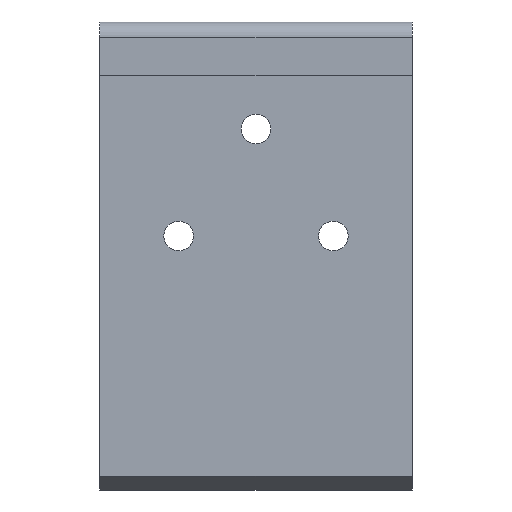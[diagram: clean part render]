
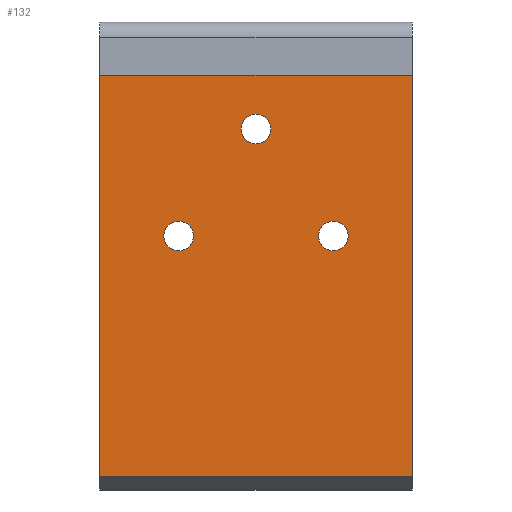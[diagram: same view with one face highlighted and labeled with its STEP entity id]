
A CAD part, top view. The second image highlights one B-rep face of the part: STEP entity #132.
In plain terms, the highlighted planar face has unit normal (0, 0, 1).
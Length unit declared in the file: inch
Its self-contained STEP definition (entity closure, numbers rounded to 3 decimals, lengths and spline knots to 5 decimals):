
#21 = CARTESIAN_POINT ( 'NONE',  ( -0.787, 0., 0. ) ) ;
#28 = EDGE_CURVE ( 'NONE', #102, #903, #869, .T. ) ;
#74 = EDGE_CURVE ( 'NONE', #192, #192, #311, .T. ) ;
#78 = VERTEX_POINT ( 'NONE', #1182 ) ;
#96 = CARTESIAN_POINT ( 'NONE',  ( 0.787, 2.02064, 0. ) ) ;
#102 = VERTEX_POINT ( 'NONE', #339 ) ;
#132 = ADVANCED_FACE ( 'NONE', ( #333, #440, #1074, #612 ), #616, .F. ) ;
#141 = DIRECTION ( 'NONE',  ( 0., 0., -1. ) ) ;
#176 = LINE ( 'NONE', #285, #1051 ) ;
#185 = LINE ( 'NONE', #1104, #684 ) ;
#192 = VERTEX_POINT ( 'NONE', #664 ) ;
#229 = CIRCLE ( 'NONE', #1066, 0.07475 ) ;
#251 = CARTESIAN_POINT ( 'NONE',  ( 0., 1.75064, 0. ) ) ;
#257 = CARTESIAN_POINT ( 'NONE',  ( 0.787, 2.02064, 0. ) ) ;
#285 = CARTESIAN_POINT ( 'NONE',  ( 0.787, 0., 0. ) ) ;
#309 = EDGE_CURVE ( 'NONE', #879, #879, #229, .T. ) ;
#311 = CIRCLE ( 'NONE', #852, 0.07475 ) ;
#320 = DIRECTION ( 'NONE',  ( 0., -1., 0. ) ) ;
#322 = DIRECTION ( 'NONE',  ( 0., 0., -1. ) ) ;
#333 = FACE_BOUND ( 'NONE', #1180, .T. ) ;
#339 = CARTESIAN_POINT ( 'NONE',  ( -0.787, 2.02064, 0. ) ) ;
#362 = CARTESIAN_POINT ( 'NONE',  ( -0.787, 0., 0. ) ) ;
#367 = ORIENTED_EDGE ( 'NONE', *, *, #919, .F. ) ;
#374 = CIRCLE ( 'NONE', #682, 0.07475 ) ;
#409 = DIRECTION ( 'NONE',  ( 0., 0., -1. ) ) ;
#425 = CARTESIAN_POINT ( 'NONE',  ( -0.07475, 1.75064, 0. ) ) ;
#440 = FACE_BOUND ( 'NONE', #1105, .T. ) ;
#465 = AXIS2_PLACEMENT_3D ( 'NONE', #983, #141, #518 ) ;
#495 = CARTESIAN_POINT ( 'NONE',  ( 0.39, 1.21064, 0. ) ) ;
#506 = DIRECTION ( 'NONE',  ( -1., 0., 0. ) ) ;
#518 = DIRECTION ( 'NONE',  ( 0., 1., 0. ) ) ;
#519 = ORIENTED_EDGE ( 'NONE', *, *, #1046, .T. ) ;
#601 = EDGE_CURVE ( 'NONE', #1089, #78, #176, .T. ) ;
#612 = FACE_OUTER_BOUND ( 'NONE', #674, .T. ) ;
#616 = PLANE ( 'NONE',  #465 ) ;
#623 = ORIENTED_EDGE ( 'NONE', *, *, #74, .T. ) ;
#624 = LINE ( 'NONE', #257, #719 ) ;
#627 = DIRECTION ( 'NONE',  ( 0., 0., -1. ) ) ;
#664 = CARTESIAN_POINT ( 'NONE',  ( -0.46475, 1.21064, 0. ) ) ;
#674 = EDGE_LOOP ( 'NONE', ( #1112, #367, #1124, #519 ) ) ;
#682 = AXIS2_PLACEMENT_3D ( 'NONE', #251, #322, #1077 ) ;
#684 = VECTOR ( 'NONE', #721, 39.37008 ) ;
#719 = VECTOR ( 'NONE', #994, 39.37008 ) ;
#721 = DIRECTION ( 'NONE',  ( -1., 0., 0. ) ) ;
#727 = ORIENTED_EDGE ( 'NONE', *, *, #309, .T. ) ;
#782 = VERTEX_POINT ( 'NONE', #425 ) ;
#798 = CARTESIAN_POINT ( 'NONE',  ( -0.39, 1.21064, 0. ) ) ;
#811 = EDGE_CURVE ( 'NONE', #782, #782, #374, .T. ) ;
#816 = DIRECTION ( 'NONE',  ( -1., 0., 0. ) ) ;
#852 = AXIS2_PLACEMENT_3D ( 'NONE', #798, #627, #816 ) ;
#869 = LINE ( 'NONE', #21, #986 ) ;
#879 = VERTEX_POINT ( 'NONE', #1177 ) ;
#900 = EDGE_LOOP ( 'NONE', ( #727 ) ) ;
#903 = VERTEX_POINT ( 'NONE', #362 ) ;
#919 = EDGE_CURVE ( 'NONE', #78, #903, #185, .T. ) ;
#983 = CARTESIAN_POINT ( 'NONE',  ( 0.787, 0., 0. ) ) ;
#986 = VECTOR ( 'NONE', #320, 39.37008 ) ;
#994 = DIRECTION ( 'NONE',  ( -1., 0., 0. ) ) ;
#1046 = EDGE_CURVE ( 'NONE', #1089, #102, #624, .T. ) ;
#1051 = VECTOR ( 'NONE', #1216, 39.37008 ) ;
#1066 = AXIS2_PLACEMENT_3D ( 'NONE', #495, #409, #506 ) ;
#1074 = FACE_BOUND ( 'NONE', #900, .T. ) ;
#1077 = DIRECTION ( 'NONE',  ( -1., 0., 0. ) ) ;
#1089 = VERTEX_POINT ( 'NONE', #96 ) ;
#1104 = CARTESIAN_POINT ( 'NONE',  ( 0.787, 0., 0. ) ) ;
#1105 = EDGE_LOOP ( 'NONE', ( #623 ) ) ;
#1112 = ORIENTED_EDGE ( 'NONE', *, *, #28, .T. ) ;
#1124 = ORIENTED_EDGE ( 'NONE', *, *, #601, .F. ) ;
#1152 = ORIENTED_EDGE ( 'NONE', *, *, #811, .T. ) ;
#1177 = CARTESIAN_POINT ( 'NONE',  ( 0.31525, 1.21064, 0. ) ) ;
#1180 = EDGE_LOOP ( 'NONE', ( #1152 ) ) ;
#1182 = CARTESIAN_POINT ( 'NONE',  ( 0.787, 0., 0. ) ) ;
#1216 = DIRECTION ( 'NONE',  ( 0., -1., 0. ) ) ;
